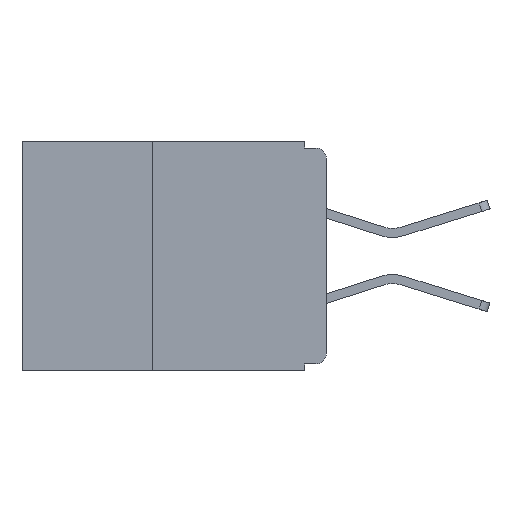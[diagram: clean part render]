
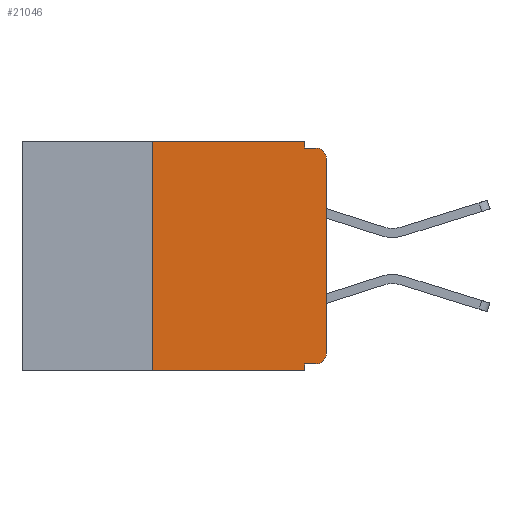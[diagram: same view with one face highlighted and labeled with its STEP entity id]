
A CAD part, left-side view. The second image highlights one B-rep face of the part: STEP entity #21046.
In plain terms, the highlighted planar face has unit normal (-1, 0, 0).
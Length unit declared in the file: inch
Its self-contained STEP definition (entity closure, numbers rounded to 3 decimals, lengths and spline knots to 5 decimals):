
#308 = CARTESIAN_POINT ( 'NONE',  ( 0., 0.031, 0. ) ) ;
#507 = ORIENTED_EDGE ( 'NONE', *, *, #16638, .T. ) ;
#765 = CARTESIAN_POINT ( 'NONE',  ( 0., 0.031, -0.33 ) ) ;
#970 = VECTOR ( 'NONE', #21564, 39.37008 ) ;
#1865 = CARTESIAN_POINT ( 'NONE',  ( 0., 0.015, -0.305 ) ) ;
#1917 = CARTESIAN_POINT ( 'NONE',  ( 0., 0.437, -0.33 ) ) ;
#2108 = VECTOR ( 'NONE', #9654, 39.37008 ) ;
#2207 = CARTESIAN_POINT ( 'NONE',  ( 0., 0., 0. ) ) ;
#2303 = VECTOR ( 'NONE', #25248, 39.37008 ) ;
#2663 = VERTEX_POINT ( 'NONE', #30367 ) ;
#3012 = VECTOR ( 'NONE', #9667, 39.37008 ) ;
#3771 = EDGE_CURVE ( 'NONE', #16610, #28454, #27209, .T. ) ;
#3936 = VERTEX_POINT ( 'NONE', #7731 ) ;
#4140 = LINE ( 'NONE', #29808, #23008 ) ;
#4230 = CARTESIAN_POINT ( 'NONE',  ( 0., 0.031, 0. ) ) ;
#4341 = DIRECTION ( 'NONE',  ( 0., 0., -1. ) ) ;
#4643 = AXIS2_PLACEMENT_3D ( 'NONE', #25460, #10811, #27856 ) ;
#4685 = CARTESIAN_POINT ( 'NONE',  ( 0., 0.25, -0.33 ) ) ;
#4686 = EDGE_CURVE ( 'NONE', #20653, #16610, #15007, .T. ) ;
#5424 = DIRECTION ( 'NONE',  ( 0., 1., 0. ) ) ;
#6253 = FACE_OUTER_BOUND ( 'NONE', #24366, .T. ) ;
#6322 = ORIENTED_EDGE ( 'NONE', *, *, #3771, .F. ) ;
#6470 = AXIS2_PLACEMENT_3D ( 'NONE', #26129, #6738, #23939 ) ;
#6738 = DIRECTION ( 'NONE',  ( 1., 0., 0. ) ) ;
#6896 = EDGE_CURVE ( 'NONE', #12745, #28454, #17972, .T. ) ;
#7452 = EDGE_CURVE ( 'NONE', #16167, #20653, #27043, .T. ) ;
#7664 = AXIS2_PLACEMENT_3D ( 'NONE', #1865, #19090, #4341 ) ;
#7731 = CARTESIAN_POINT ( 'NONE',  ( 0., 0.031, -0.33 ) ) ;
#8645 = EDGE_CURVE ( 'NONE', #27730, #3936, #24772, .T. ) ;
#8806 = ORIENTED_EDGE ( 'NONE', *, *, #22502, .F. ) ;
#8998 = VERTEX_POINT ( 'NONE', #18061 ) ;
#9201 = DIRECTION ( 'NONE',  ( 0., 0., -1. ) ) ;
#9654 = DIRECTION ( 'NONE',  ( 0., 0., 1. ) ) ;
#9667 = DIRECTION ( 'NONE',  ( 0., 0., 1. ) ) ;
#10058 = ORIENTED_EDGE ( 'NONE', *, *, #8645, .T. ) ;
#10545 = CARTESIAN_POINT ( 'NONE',  ( 0., 0., -0.01 ) ) ;
#10615 = DIRECTION ( 'NONE',  ( 0., -1., 0. ) ) ;
#10811 = DIRECTION ( 'NONE',  ( -1., 0., 0. ) ) ;
#11864 = DIRECTION ( 'NONE',  ( 0., -1., 0. ) ) ;
#11931 = ORIENTED_EDGE ( 'NONE', *, *, #4686, .F. ) ;
#12745 = VERTEX_POINT ( 'NONE', #16588 ) ;
#13474 = VECTOR ( 'NONE', #10615, 39.37008 ) ;
#14185 = CARTESIAN_POINT ( 'NONE',  ( 0., 0.437, 0. ) ) ;
#14192 = ORIENTED_EDGE ( 'NONE', *, *, #25336, .F. ) ;
#14619 = LINE ( 'NONE', #4685, #3012 ) ;
#15007 = LINE ( 'NONE', #4230, #19166 ) ;
#15907 = ORIENTED_EDGE ( 'NONE', *, *, #7452, .F. ) ;
#16042 = ORIENTED_EDGE ( 'NONE', *, *, #6896, .T. ) ;
#16167 = VERTEX_POINT ( 'NONE', #24586 ) ;
#16527 = VERTEX_POINT ( 'NONE', #28847 ) ;
#16588 = CARTESIAN_POINT ( 'NONE',  ( 0., 0., -0.025 ) ) ;
#16610 = VERTEX_POINT ( 'NONE', #31494 ) ;
#16638 = EDGE_CURVE ( 'NONE', #2663, #12745, #22523, .T. ) ;
#17931 = ORIENTED_EDGE ( 'NONE', *, *, #29453, .T. ) ;
#17972 = CIRCLE ( 'NONE', #4643, 0.015 ) ;
#18061 = CARTESIAN_POINT ( 'NONE',  ( 0., 0.015, -0.32 ) ) ;
#19090 = DIRECTION ( 'NONE',  ( -1., 0., 0. ) ) ;
#19166 = VECTOR ( 'NONE', #9201, 39.37008 ) ;
#20237 = CARTESIAN_POINT ( 'NONE',  ( 0., 0.015, -0.01 ) ) ;
#20653 = VERTEX_POINT ( 'NONE', #308 ) ;
#20923 = ORIENTED_EDGE ( 'NONE', *, *, #23428, .F. ) ;
#21046 = ADVANCED_FACE ( 'NONE', ( #6253 ), #21482, .F. ) ;
#21482 = PLANE ( 'NONE',  #6470 ) ;
#21564 = DIRECTION ( 'NONE',  ( 0., -1., 0. ) ) ;
#22502 = EDGE_CURVE ( 'NONE', #16527, #3936, #27592, .T. ) ;
#22523 = LINE ( 'NONE', #2207, #2108 ) ;
#23008 = VECTOR ( 'NONE', #5424, 39.37008 ) ;
#23428 = EDGE_CURVE ( 'NONE', #27730, #16167, #14619, .T. ) ;
#23939 = DIRECTION ( 'NONE',  ( 0., 0., -1. ) ) ;
#24016 = VECTOR ( 'NONE', #11864, 39.37008 ) ;
#24366 = EDGE_LOOP ( 'NONE', ( #507, #16042, #6322, #11931, #15907, #20923, #10058, #8806, #14192, #17931 ) ) ;
#24586 = CARTESIAN_POINT ( 'NONE',  ( 0., 0.25, 0. ) ) ;
#24772 = LINE ( 'NONE', #1917, #24016 ) ;
#25248 = DIRECTION ( 'NONE',  ( 0., 0., -1. ) ) ;
#25336 = EDGE_CURVE ( 'NONE', #8998, #16527, #4140, .T. ) ;
#25460 = CARTESIAN_POINT ( 'NONE',  ( 0., 0.015, -0.025 ) ) ;
#26129 = CARTESIAN_POINT ( 'NONE',  ( 0., 0.437, 0. ) ) ;
#27043 = LINE ( 'NONE', #14185, #970 ) ;
#27056 = CARTESIAN_POINT ( 'NONE',  ( 0., 0.25, -0.33 ) ) ;
#27209 = LINE ( 'NONE', #10545, #13474 ) ;
#27592 = LINE ( 'NONE', #765, #2303 ) ;
#27730 = VERTEX_POINT ( 'NONE', #27056 ) ;
#27856 = DIRECTION ( 'NONE',  ( 0., 0., -1. ) ) ;
#28454 = VERTEX_POINT ( 'NONE', #20237 ) ;
#28847 = CARTESIAN_POINT ( 'NONE',  ( 0., 0.031, -0.32 ) ) ;
#29453 = EDGE_CURVE ( 'NONE', #8998, #2663, #29930, .T. ) ;
#29808 = CARTESIAN_POINT ( 'NONE',  ( 0., 0., -0.32 ) ) ;
#29930 = CIRCLE ( 'NONE', #7664, 0.015 ) ;
#30367 = CARTESIAN_POINT ( 'NONE',  ( 0., 0., -0.305 ) ) ;
#31494 = CARTESIAN_POINT ( 'NONE',  ( 0., 0.031, -0.01 ) ) ;
